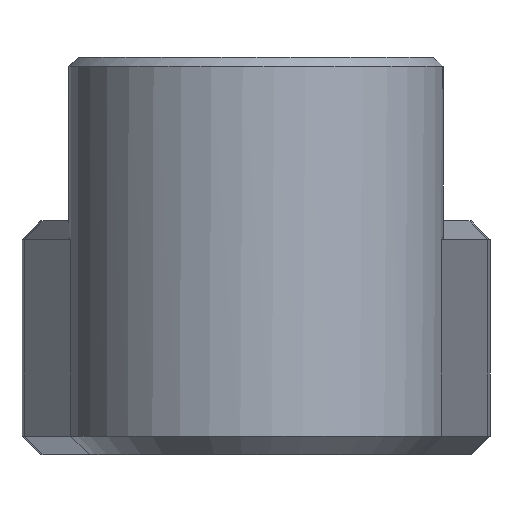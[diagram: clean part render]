
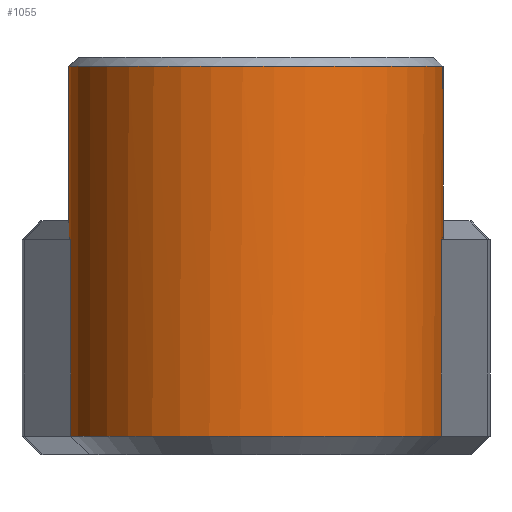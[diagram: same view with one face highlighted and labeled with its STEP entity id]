
A CAD part, left-side view. The second image highlights one B-rep face of the part: STEP entity #1055.
In plain terms, the highlighted cylindrical face has radius 4 mm (diameter 8 mm), a full revolution.
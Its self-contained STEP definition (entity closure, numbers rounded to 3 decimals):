
#23 = EDGE_CURVE ( 'NONE', #530, #530, #461, .T. ) ;
#93 = CARTESIAN_POINT ( 'NONE',  ( -34.5, 0., 0.4 ) ) ;
#95 = EDGE_LOOP ( 'NONE', ( #1563, #1416, #1540, #462, #1377, #769 ) ) ;
#97 = VERTEX_POINT ( 'NONE', #1060 ) ;
#101 = VERTEX_POINT ( 'NONE', #1198 ) ;
#120 = EDGE_CURVE ( 'NONE', #401, #162, #849, .T. ) ;
#162 = VERTEX_POINT ( 'NONE', #1441 ) ;
#206 = EDGE_CURVE ( 'NONE', #97, #1350, #945, .T. ) ;
#210 = CARTESIAN_POINT ( 'NONE',  ( -33.299, -3.816, 5. ) ) ;
#220 = VERTEX_POINT ( 'NONE', #471 ) ;
#229 = DIRECTION ( 'NONE',  ( 0., 0., -1. ) ) ;
#329 = CARTESIAN_POINT ( 'NONE',  ( -34.5, 0., 5. ) ) ;
#362 = CIRCLE ( 'NONE', #646, 4. ) ;
#366 = CARTESIAN_POINT ( 'NONE',  ( -35.083, 3.957, 4.6 ) ) ;
#401 = VERTEX_POINT ( 'NONE', #813 ) ;
#461 = CIRCLE ( 'NONE', #1396, 4. ) ;
#462 = ORIENTED_EDGE ( 'NONE', *, *, #1201, .T. ) ;
#471 = CARTESIAN_POINT ( 'NONE',  ( -33.299, -3.816, 5. ) ) ;
#474 = EDGE_CURVE ( 'NONE', #101, #162, #841, .T. ) ;
#496 = CARTESIAN_POINT ( 'NONE',  ( -35.083, 3.957, 4.6 ) ) ;
#506 =( BOUNDED_CURVE ( )  B_SPLINE_CURVE ( 3, ( #702, #823, #1306, #210 ),
 .UNSPECIFIED., .F., .T. ) 
 B_SPLINE_CURVE_WITH_KNOTS ( ( 4, 4 ),
 ( 0., 0.451 ),
 .UNSPECIFIED. ) 
 CURVE ( )  GEOMETRIC_REPRESENTATION_ITEM ( )  RATIONAL_B_SPLINE_CURVE ( ( 1., 0.983, 0.983, 1. ) ) 
 REPRESENTATION_ITEM ( '' )  );
#530 = VERTEX_POINT ( 'NONE', #1519 ) ;
#543 = ORIENTED_EDGE ( 'NONE', *, *, #23, .T. ) ;
#544 = DIRECTION ( 'NONE',  ( 0., 0., 1. ) ) ;
#565 = DIRECTION ( 'NONE',  ( 1., 0., 0. ) ) ;
#608 = LINE ( 'NONE', #1078, #889 ) ;
#646 = AXIS2_PLACEMENT_3D ( 'NONE', #329, #544, #667 ) ;
#667 = DIRECTION ( 'NONE',  ( -1., 0., 0. ) ) ;
#702 = CARTESIAN_POINT ( 'NONE',  ( -35.083, -3.957, 4.6 ) ) ;
#705 = DIRECTION ( 'NONE',  ( 1., 0., 0. ) ) ;
#741 = CARTESIAN_POINT ( 'NONE',  ( -35.083, -3.957, 5. ) ) ;
#763 = DIRECTION ( 'NONE',  ( -1., 0., 0. ) ) ;
#769 = ORIENTED_EDGE ( 'NONE', *, *, #206, .T. ) ;
#783 = EDGE_LOOP ( 'NONE', ( #543 ) ) ;
#813 = CARTESIAN_POINT ( 'NONE',  ( -35.083, -3.957, 4.6 ) ) ;
#823 = CARTESIAN_POINT ( 'NONE',  ( -34.483, -4.046, 4.6 ) ) ;
#841 = CIRCLE ( 'NONE', #1399, 4. ) ;
#849 = LINE ( 'NONE', #741, #1424 ) ;
#857 = EDGE_CURVE ( 'NONE', #220, #97, #362, .T. ) ;
#862 = CARTESIAN_POINT ( 'NONE',  ( -33.878, 3.998, 4.736 ) ) ;
#866 = EDGE_CURVE ( 'NONE', #1350, #101, #608, .T. ) ;
#889 = VECTOR ( 'NONE', #895, 1000. ) ;
#895 = DIRECTION ( 'NONE',  ( 0., 0., -1. ) ) ;
#898 = FACE_OUTER_BOUND ( 'NONE', #783, .T. ) ;
#945 =( BOUNDED_CURVE ( )  B_SPLINE_CURVE ( 3, ( #1345, #862, #1459, #366 ),
 .UNSPECIFIED., .F., .F. ) 
 B_SPLINE_CURVE_WITH_KNOTS ( ( 4, 4 ),
 ( 5.832, 6.283 ),
 .UNSPECIFIED. ) 
 CURVE ( )  GEOMETRIC_REPRESENTATION_ITEM ( )  RATIONAL_B_SPLINE_CURVE ( ( 1., 0.983, 0.983, 1. ) ) 
 REPRESENTATION_ITEM ( '' )  );
#1024 = DIRECTION ( 'NONE',  ( 0., 0., -1. ) ) ;
#1055 = ADVANCED_FACE ( 'NONE', ( #898, #1397 ), #1126, .T. ) ;
#1060 = CARTESIAN_POINT ( 'NONE',  ( -33.299, 3.816, 5. ) ) ;
#1075 = DIRECTION ( 'NONE',  ( 0., 0., -1. ) ) ;
#1078 = CARTESIAN_POINT ( 'NONE',  ( -35.083, 3.957, 5. ) ) ;
#1126 = CYLINDRICAL_SURFACE ( 'NONE', #1400, 4. ) ;
#1134 = CARTESIAN_POINT ( 'NONE',  ( -34.5, 0., 5. ) ) ;
#1198 = CARTESIAN_POINT ( 'NONE',  ( -35.083, 3.957, 0.4 ) ) ;
#1201 = EDGE_CURVE ( 'NONE', #401, #220, #506, .T. ) ;
#1306 = CARTESIAN_POINT ( 'NONE',  ( -33.878, -3.998, 4.736 ) ) ;
#1314 = CARTESIAN_POINT ( 'NONE',  ( -34.5, 0., 8.3 ) ) ;
#1345 = CARTESIAN_POINT ( 'NONE',  ( -33.299, 3.816, 5. ) ) ;
#1350 = VERTEX_POINT ( 'NONE', #496 ) ;
#1377 = ORIENTED_EDGE ( 'NONE', *, *, #857, .T. ) ;
#1396 = AXIS2_PLACEMENT_3D ( 'NONE', #1314, #229, #705 ) ;
#1397 = FACE_OUTER_BOUND ( 'NONE', #95, .T. ) ;
#1399 = AXIS2_PLACEMENT_3D ( 'NONE', #93, #1527, #565 ) ;
#1400 = AXIS2_PLACEMENT_3D ( 'NONE', #1134, #1024, #763 ) ;
#1416 = ORIENTED_EDGE ( 'NONE', *, *, #474, .T. ) ;
#1424 = VECTOR ( 'NONE', #1075, 1000. ) ;
#1441 = CARTESIAN_POINT ( 'NONE',  ( -35.083, -3.957, 0.4 ) ) ;
#1459 = CARTESIAN_POINT ( 'NONE',  ( -34.483, 4.046, 4.6 ) ) ;
#1519 = CARTESIAN_POINT ( 'NONE',  ( -30.5, 0., 8.3 ) ) ;
#1527 = DIRECTION ( 'NONE',  ( 0., 0., 1. ) ) ;
#1540 = ORIENTED_EDGE ( 'NONE', *, *, #120, .F. ) ;
#1563 = ORIENTED_EDGE ( 'NONE', *, *, #866, .T. ) ;
